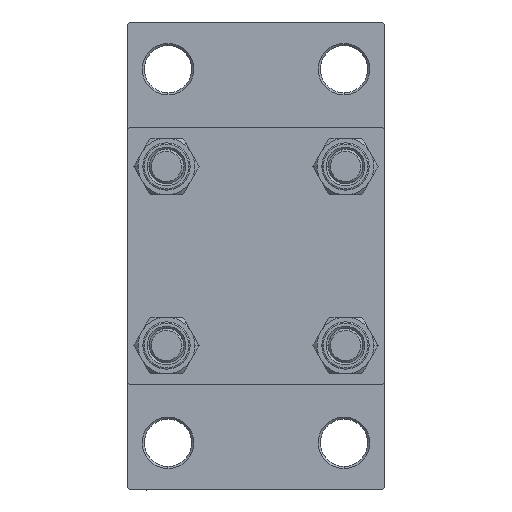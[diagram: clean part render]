
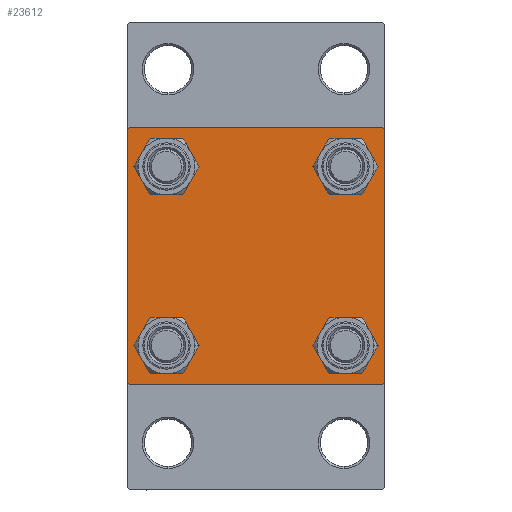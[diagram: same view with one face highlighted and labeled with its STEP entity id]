
A CAD part, left-side view. The second image highlights one B-rep face of the part: STEP entity #23612.
In plain terms, the highlighted planar face has unit normal (-1, 0, 0).
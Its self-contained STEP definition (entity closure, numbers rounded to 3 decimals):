
#112 = VERTEX_POINT ( 'NONE', #30393 ) ;
#113 = CARTESIAN_POINT ( 'NONE',  ( 0., -30., 29.5 ) ) ;
#393 = ORIENTED_EDGE ( 'NONE', *, *, #12397, .T. ) ;
#405 = CIRCLE ( 'NONE', #31214, 4.5 ) ;
#533 = CARTESIAN_POINT ( 'NONE',  ( 0., 30., 29.5 ) ) ;
#1154 = ORIENTED_EDGE ( 'NONE', *, *, #5915, .F. ) ;
#1329 = EDGE_CURVE ( 'NONE', #23706, #22248, #39836, .T. ) ;
#2126 = FACE_BOUND ( 'NONE', #10228, .T. ) ;
#2502 = EDGE_CURVE ( 'NONE', #7511, #4091, #4940, .T. ) ;
#3447 = CARTESIAN_POINT ( 'NONE',  ( 0., -29.75, -29.75 ) ) ;
#4091 = VERTEX_POINT ( 'NONE', #21534 ) ;
#4197 = CARTESIAN_POINT ( 'NONE',  ( 0., 20.85, -20.85 ) ) ;
#4349 = CARTESIAN_POINT ( 'NONE',  ( 0., -29.75, 29.75 ) ) ;
#4828 = VERTEX_POINT ( 'NONE', #533 ) ;
#4940 = LINE ( 'NONE', #19198, #19871 ) ;
#5199 = CARTESIAN_POINT ( 'NONE',  ( 0., 20.85, -25.35 ) ) ;
#5243 = DIRECTION ( 'NONE',  ( -1., 0., 0. ) ) ;
#5501 = DIRECTION ( 'NONE',  ( 1., 0., 0. ) ) ;
#5744 = CIRCLE ( 'NONE', #44239, 4.5 ) ;
#5858 = CARTESIAN_POINT ( 'NONE',  ( 0., 29.5, -30. ) ) ;
#5915 = EDGE_CURVE ( 'NONE', #32966, #112, #40170, .T. ) ;
#6190 = DIRECTION ( 'NONE',  ( 0., 0., 1. ) ) ;
#6271 = DIRECTION ( 'NONE',  ( 1., 0., 0. ) ) ;
#6907 = DIRECTION ( 'NONE',  ( 0., 0., -1. ) ) ;
#7108 = CARTESIAN_POINT ( 'NONE',  ( 0., 30., 30. ) ) ;
#7347 = VERTEX_POINT ( 'NONE', #7795 ) ;
#7441 = DIRECTION ( 'NONE',  ( 0., -0.707, -0.707 ) ) ;
#7511 = VERTEX_POINT ( 'NONE', #5858 ) ;
#7795 = CARTESIAN_POINT ( 'NONE',  ( 0., -30., -29.5 ) ) ;
#7903 = CIRCLE ( 'NONE', #39500, 4.5 ) ;
#8498 = CARTESIAN_POINT ( 'NONE',  ( 0., -30., 30. ) ) ;
#8778 = ORIENTED_EDGE ( 'NONE', *, *, #1329, .T. ) ;
#9082 = VECTOR ( 'NONE', #34061, 1000. ) ;
#9597 = PLANE ( 'NONE',  #17155 ) ;
#9956 = CARTESIAN_POINT ( 'NONE',  ( 0., 20.85, 16.35 ) ) ;
#10047 = DIRECTION ( 'NONE',  ( 0., 0., 1. ) ) ;
#10215 = DIRECTION ( 'NONE',  ( 0., 0.707, -0.707 ) ) ;
#10228 = EDGE_LOOP ( 'NONE', ( #47739, #18932 ) ) ;
#10525 = CARTESIAN_POINT ( 'NONE',  ( 0., 30., -29.5 ) ) ;
#10688 = EDGE_LOOP ( 'NONE', ( #8778, #30789 ) ) ;
#10777 = LINE ( 'NONE', #39969, #11317 ) ;
#11317 = VECTOR ( 'NONE', #6907, 1000. ) ;
#11411 = VERTEX_POINT ( 'NONE', #9956 ) ;
#11801 = VERTEX_POINT ( 'NONE', #43654 ) ;
#12371 = LINE ( 'NONE', #8498, #34424 ) ;
#12397 = EDGE_CURVE ( 'NONE', #22886, #112, #36927, .T. ) ;
#12991 = CARTESIAN_POINT ( 'NONE',  ( 0., 20.85, 20.85 ) ) ;
#13193 = CARTESIAN_POINT ( 'NONE',  ( 0., -20.85, 20.85 ) ) ;
#13719 = DIRECTION ( 'NONE',  ( 0., 0., 1. ) ) ;
#13846 = LINE ( 'NONE', #43268, #37981 ) ;
#14162 = CARTESIAN_POINT ( 'NONE',  ( 0., -20.85, -16.35 ) ) ;
#14229 = CARTESIAN_POINT ( 'NONE',  ( 0., 29.75, -29.75 ) ) ;
#14646 = EDGE_LOOP ( 'NONE', ( #37492, #19610 ) ) ;
#14733 = CARTESIAN_POINT ( 'NONE',  ( 0., -20.85, -20.85 ) ) ;
#14823 = VERTEX_POINT ( 'NONE', #5199 ) ;
#14964 = VECTOR ( 'NONE', #7441, 1000. ) ;
#15761 = EDGE_CURVE ( 'NONE', #39159, #34300, #33858, .T. ) ;
#16501 = VERTEX_POINT ( 'NONE', #24594 ) ;
#16819 = CARTESIAN_POINT ( 'NONE',  ( 0., -20.85, 20.85 ) ) ;
#17155 = AXIS2_PLACEMENT_3D ( 'NONE', #20705, #5243, #19973 ) ;
#17281 = CARTESIAN_POINT ( 'NONE',  ( 0., -20.85, 25.35 ) ) ;
#18916 = DIRECTION ( 'NONE',  ( 1., 0., 0. ) ) ;
#18932 = ORIENTED_EDGE ( 'NONE', *, *, #25990, .T. ) ;
#19198 = CARTESIAN_POINT ( 'NONE',  ( 0., 30., -30. ) ) ;
#19610 = ORIENTED_EDGE ( 'NONE', *, *, #15761, .T. ) ;
#19668 = DIRECTION ( 'NONE',  ( 0., -1., 0. ) ) ;
#19871 = VECTOR ( 'NONE', #19668, 1000. ) ;
#19973 = DIRECTION ( 'NONE',  ( 0., 0., 1. ) ) ;
#20253 = EDGE_LOOP ( 'NONE', ( #31677, #36661, #45697, #45750, #32051, #393, #1154, #27006 ) ) ;
#20705 = CARTESIAN_POINT ( 'NONE',  ( 0., 0., 0. ) ) ;
#20952 = CIRCLE ( 'NONE', #22490, 4.5 ) ;
#21320 = DIRECTION ( 'NONE',  ( 0., -0.707, 0.707 ) ) ;
#21534 = CARTESIAN_POINT ( 'NONE',  ( 0., -29.5, -30. ) ) ;
#21732 = DIRECTION ( 'NONE',  ( 1., 0., 0. ) ) ;
#21752 = EDGE_CURVE ( 'NONE', #16501, #11411, #20952, .T. ) ;
#22213 = DIRECTION ( 'NONE',  ( 0., 0.707, 0.707 ) ) ;
#22248 = VERTEX_POINT ( 'NONE', #33629 ) ;
#22453 = CARTESIAN_POINT ( 'NONE',  ( 0., -20.85, 16.35 ) ) ;
#22490 = AXIS2_PLACEMENT_3D ( 'NONE', #12991, #5501, #27937 ) ;
#22886 = VERTEX_POINT ( 'NONE', #113 ) ;
#23170 = CARTESIAN_POINT ( 'NONE',  ( 0., 29.5, 30. ) ) ;
#23318 = CIRCLE ( 'NONE', #24073, 4.5 ) ;
#23568 = DIRECTION ( 'NONE',  ( 1., 0., 0. ) ) ;
#23612 = ADVANCED_FACE ( 'NONE', ( #46264, #30572, #2126, #24066, #42641 ), #9597, .T. ) ;
#23706 = VERTEX_POINT ( 'NONE', #14162 ) ;
#24066 = FACE_BOUND ( 'NONE', #45331, .T. ) ;
#24073 = AXIS2_PLACEMENT_3D ( 'NONE', #4197, #18916, #40870 ) ;
#24594 = CARTESIAN_POINT ( 'NONE',  ( 0., 20.85, 25.35 ) ) ;
#25061 = ORIENTED_EDGE ( 'NONE', *, *, #21752, .T. ) ;
#25414 = LINE ( 'NONE', #3447, #35852 ) ;
#25990 = EDGE_CURVE ( 'NONE', #14823, #11801, #23318, .T. ) ;
#26339 = VECTOR ( 'NONE', #22213, 1000. ) ;
#26429 = EDGE_CURVE ( 'NONE', #11801, #14823, #7903, .T. ) ;
#27006 = ORIENTED_EDGE ( 'NONE', *, *, #27791, .T. ) ;
#27756 = CARTESIAN_POINT ( 'NONE',  ( 0., 20.85, 20.85 ) ) ;
#27791 = EDGE_CURVE ( 'NONE', #32966, #4828, #13846, .T. ) ;
#27937 = DIRECTION ( 'NONE',  ( 0., 0., 1. ) ) ;
#28380 = DIRECTION ( 'NONE',  ( 1., 0., 0. ) ) ;
#28729 = DIRECTION ( 'NONE',  ( 0., 0., 1. ) ) ;
#30335 = EDGE_CURVE ( 'NONE', #11411, #16501, #5744, .T. ) ;
#30393 = CARTESIAN_POINT ( 'NONE',  ( 0., -29.5, 30. ) ) ;
#30477 = EDGE_CURVE ( 'NONE', #45569, #7511, #40496, .T. ) ;
#30572 = FACE_BOUND ( 'NONE', #10688, .T. ) ;
#30789 = ORIENTED_EDGE ( 'NONE', *, *, #32821, .T. ) ;
#31214 = AXIS2_PLACEMENT_3D ( 'NONE', #14733, #21732, #28729 ) ;
#31677 = ORIENTED_EDGE ( 'NONE', *, *, #36520, .T. ) ;
#32051 = ORIENTED_EDGE ( 'NONE', *, *, #35719, .F. ) ;
#32233 = CARTESIAN_POINT ( 'NONE',  ( 0., -20.85, -20.85 ) ) ;
#32472 = EDGE_CURVE ( 'NONE', #4091, #7347, #25414, .T. ) ;
#32821 = EDGE_CURVE ( 'NONE', #22248, #23706, #405, .T. ) ;
#32966 = VERTEX_POINT ( 'NONE', #23170 ) ;
#33629 = CARTESIAN_POINT ( 'NONE',  ( 0., -20.85, -25.35 ) ) ;
#33858 = CIRCLE ( 'NONE', #38481, 4.5 ) ;
#34061 = DIRECTION ( 'NONE',  ( 0., -1., 0. ) ) ;
#34300 = VERTEX_POINT ( 'NONE', #17281 ) ;
#34424 = VECTOR ( 'NONE', #45418, 1000. ) ;
#35719 = EDGE_CURVE ( 'NONE', #22886, #7347, #12371, .T. ) ;
#35852 = VECTOR ( 'NONE', #21320, 1000. ) ;
#36026 = AXIS2_PLACEMENT_3D ( 'NONE', #32233, #28380, #6190 ) ;
#36520 = EDGE_CURVE ( 'NONE', #4828, #45569, #10777, .T. ) ;
#36635 = AXIS2_PLACEMENT_3D ( 'NONE', #16819, #23568, #38047 ) ;
#36661 = ORIENTED_EDGE ( 'NONE', *, *, #30477, .T. ) ;
#36927 = LINE ( 'NONE', #4349, #26339 ) ;
#37492 = ORIENTED_EDGE ( 'NONE', *, *, #44754, .T. ) ;
#37981 = VECTOR ( 'NONE', #10215, 1000. ) ;
#38047 = DIRECTION ( 'NONE',  ( 0., 0., 1. ) ) ;
#38481 = AXIS2_PLACEMENT_3D ( 'NONE', #13193, #43325, #10047 ) ;
#38953 = CIRCLE ( 'NONE', #36635, 4.5 ) ;
#39138 = ORIENTED_EDGE ( 'NONE', *, *, #30335, .T. ) ;
#39159 = VERTEX_POINT ( 'NONE', #22453 ) ;
#39500 = AXIS2_PLACEMENT_3D ( 'NONE', #43611, #46763, #13719 ) ;
#39836 = CIRCLE ( 'NONE', #36026, 4.5 ) ;
#39969 = CARTESIAN_POINT ( 'NONE',  ( 0., 30., 30. ) ) ;
#40170 = LINE ( 'NONE', #7108, #9082 ) ;
#40496 = LINE ( 'NONE', #14229, #14964 ) ;
#40870 = DIRECTION ( 'NONE',  ( 0., 0., 1. ) ) ;
#42641 = FACE_OUTER_BOUND ( 'NONE', #20253, .T. ) ;
#43268 = CARTESIAN_POINT ( 'NONE',  ( 0., 29.75, 29.75 ) ) ;
#43325 = DIRECTION ( 'NONE',  ( 1., 0., 0. ) ) ;
#43611 = CARTESIAN_POINT ( 'NONE',  ( 0., 20.85, -20.85 ) ) ;
#43654 = CARTESIAN_POINT ( 'NONE',  ( 0., 20.85, -16.35 ) ) ;
#44239 = AXIS2_PLACEMENT_3D ( 'NONE', #27756, #6271, #46575 ) ;
#44754 = EDGE_CURVE ( 'NONE', #34300, #39159, #38953, .T. ) ;
#45331 = EDGE_LOOP ( 'NONE', ( #25061, #39138 ) ) ;
#45418 = DIRECTION ( 'NONE',  ( 0., 0., -1. ) ) ;
#45569 = VERTEX_POINT ( 'NONE', #10525 ) ;
#45697 = ORIENTED_EDGE ( 'NONE', *, *, #2502, .T. ) ;
#45750 = ORIENTED_EDGE ( 'NONE', *, *, #32472, .T. ) ;
#46264 = FACE_BOUND ( 'NONE', #14646, .T. ) ;
#46575 = DIRECTION ( 'NONE',  ( 0., 0., 1. ) ) ;
#46763 = DIRECTION ( 'NONE',  ( 1., 0., 0. ) ) ;
#47739 = ORIENTED_EDGE ( 'NONE', *, *, #26429, .T. ) ;
